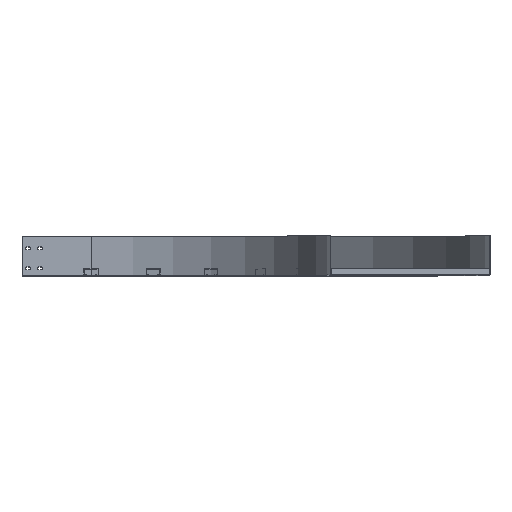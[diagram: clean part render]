
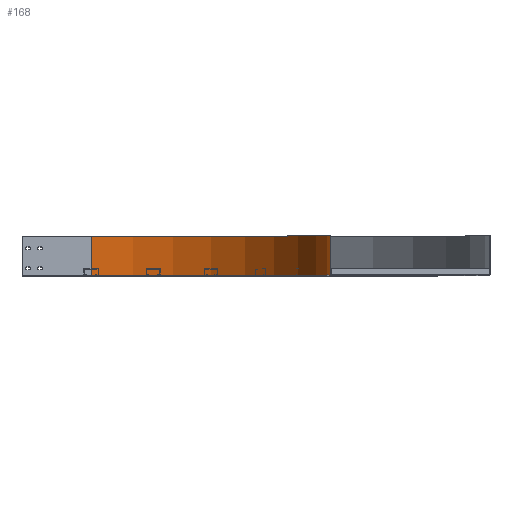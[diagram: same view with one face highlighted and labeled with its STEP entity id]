
A CAD part, top view. The second image highlights one B-rep face of the part: STEP entity #168.
In plain terms, the highlighted cylindrical face has radius 600 mm (diameter 1200 mm), a partial arc.
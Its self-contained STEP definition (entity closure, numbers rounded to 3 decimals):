
#168 = ADVANCED_FACE ( 'NONE', ( #3778 ), #3782, .F. ) ;
#761 = DIRECTION ( 'NONE',  ( 0., 0., 1. ) ) ;
#768 = DIRECTION ( 'NONE',  ( 0., 1., 0. ) ) ;
#769 = CARTESIAN_POINT ( 'NONE',  ( -600., 0., -173. ) ) ;
#1260 = AXIS2_PLACEMENT_3D ( 'NONE', #769, #768, #761 ) ;
#3778 = FACE_OUTER_BOUND ( 'NONE', #8874, .T. ) ;
#3782 = CYLINDRICAL_SURFACE ( 'NONE', #1260, 600. ) ;
#5639 = VERTEX_POINT ( 'NONE', #6886 ) ;
#5643 = VERTEX_POINT ( 'NONE', #6890 ) ;
#5650 = VERTEX_POINT ( 'NONE', #6897 ) ;
#5651 = VERTEX_POINT ( 'NONE', #6898 ) ;
#6372 = AXIS2_PLACEMENT_3D ( 'NONE', #7123, #7124, #7125 ) ;
#6373 = AXIS2_PLACEMENT_3D ( 'NONE', #7127, #7128, #7129 ) ;
#6886 = CARTESIAN_POINT ( 'NONE',  ( 0., -41.13, -173. ) ) ;
#6890 = CARTESIAN_POINT ( 'NONE',  ( 0., 57.07, -173. ) ) ;
#6897 = CARTESIAN_POINT ( 'NONE',  ( -600., 57.07, -773. ) ) ;
#6898 = CARTESIAN_POINT ( 'NONE',  ( -600., -41.13, -773. ) ) ;
#7112 = CARTESIAN_POINT ( 'NONE',  ( 0., -41.13, -173. ) ) ;
#7113 = DIRECTION ( 'NONE',  ( 0., -1., 0. ) ) ;
#7120 = DIRECTION ( 'NONE',  ( 0., -1., 0. ) ) ;
#7122 = CARTESIAN_POINT ( 'NONE',  ( -600., -41.13, -773. ) ) ;
#7123 = CARTESIAN_POINT ( 'NONE',  ( -600., 57.07, -173. ) ) ;
#7124 = DIRECTION ( 'NONE',  ( 0., 1., 0. ) ) ;
#7125 = DIRECTION ( 'NONE',  ( 0., 0., 1. ) ) ;
#7127 = CARTESIAN_POINT ( 'NONE',  ( -600., -41.13, -173. ) ) ;
#7128 = DIRECTION ( 'NONE',  ( 0., 1., 0. ) ) ;
#7129 = DIRECTION ( 'NONE',  ( 0., 0., 1. ) ) ;
#7309 = CIRCLE ( 'NONE', #6372, 600. ) ;
#7324 = LINE ( 'NONE', #7112, #7326 ) ;
#7325 = LINE ( 'NONE', #7122, #7329 ) ;
#7326 = VECTOR ( 'NONE', #7113, 1000. ) ;
#7328 = CIRCLE ( 'NONE', #6373, 600. ) ;
#7329 = VECTOR ( 'NONE', #7120, 1000. ) ;
#8088 = EDGE_CURVE ( 'NONE', #5643, #5639, #7324, .T. ) ;
#8089 = EDGE_CURVE ( 'NONE', #5643, #5650, #7309, .T. ) ;
#8090 = EDGE_CURVE ( 'NONE', #5650, #5651, #7325, .T. ) ;
#8091 = EDGE_CURVE ( 'NONE', #5639, #5651, #7328, .T. ) ;
#8430 = ORIENTED_EDGE ( 'NONE', *, *, #8088, .F. ) ;
#8431 = ORIENTED_EDGE ( 'NONE', *, *, #8089, .T. ) ;
#8432 = ORIENTED_EDGE ( 'NONE', *, *, #8090, .T. ) ;
#8433 = ORIENTED_EDGE ( 'NONE', *, *, #8091, .F. ) ;
#8874 = EDGE_LOOP ( 'NONE', ( #8430, #8431, #8432, #8433 ) ) ;
